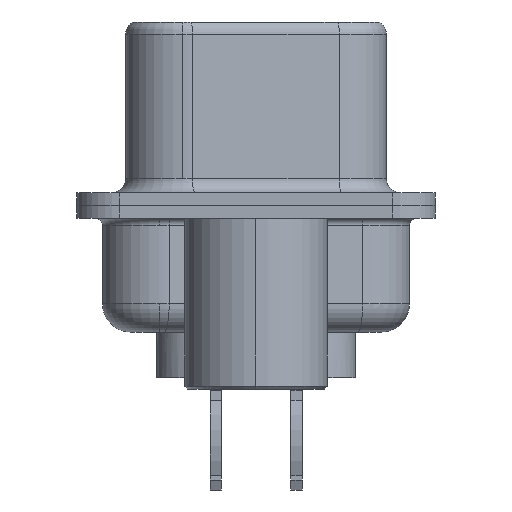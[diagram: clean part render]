
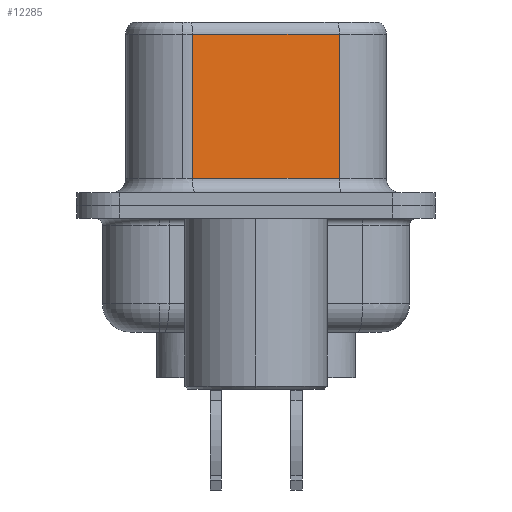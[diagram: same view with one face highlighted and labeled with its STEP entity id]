
A CAD part, left-side view. The second image highlights one B-rep face of the part: STEP entity #12285.
In plain terms, the highlighted planar face has unit normal (-0.985, -0.174, 0).
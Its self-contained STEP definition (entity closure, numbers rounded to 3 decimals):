
#27 = CARTESIAN_POINT ( 'NONE',  ( 4.575, -2.927, 0.95 ) ) ;
#348 = VERTEX_POINT ( 'NONE', #17585 ) ;
#409 = CARTESIAN_POINT ( 'NONE',  ( 3.665, 2.233, 0.95 ) ) ;
#1147 = EDGE_LOOP ( 'NONE', ( #8829, #14739, #14452, #2274 ) ) ;
#1379 = EDGE_CURVE ( 'NONE', #13767, #13693, #7641, .T. ) ;
#1625 = LINE ( 'NONE', #27, #6089 ) ;
#2074 = EDGE_CURVE ( 'NONE', #13767, #348, #3307, .T. ) ;
#2274 = ORIENTED_EDGE ( 'NONE', *, *, #7982, .T. ) ;
#2693 = CARTESIAN_POINT ( 'NONE',  ( 3.665, 2.233, 6.52 ) ) ;
#2708 = DIRECTION ( 'NONE',  ( -0.174, 0.985, 0. ) ) ;
#3307 = LINE ( 'NONE', #6056, #16091 ) ;
#3543 = VECTOR ( 'NONE', #4288, 1000. ) ;
#3732 = DIRECTION ( 'NONE',  ( -0.174, 0.985, 0. ) ) ;
#4288 = DIRECTION ( 'NONE',  ( 0., 0., -1. ) ) ;
#4321 = CARTESIAN_POINT ( 'NONE',  ( 3.665, 2.233, 6.02 ) ) ;
#4474 = AXIS2_PLACEMENT_3D ( 'NONE', #10794, #14890, #2708 ) ;
#4714 = CARTESIAN_POINT ( 'NONE',  ( 4.575, -2.927, 6.02 ) ) ;
#5451 = DIRECTION ( 'NONE',  ( 0.174, -0.985, 0. ) ) ;
#5824 = VERTEX_POINT ( 'NONE', #409 ) ;
#6056 = CARTESIAN_POINT ( 'NONE',  ( 4.575, -2.927, 6.52 ) ) ;
#6089 = VECTOR ( 'NONE', #5451, 1000. ) ;
#6571 = EDGE_CURVE ( 'NONE', #13693, #5824, #14877, .T. ) ;
#7641 = LINE ( 'NONE', #4714, #16052 ) ;
#7982 = EDGE_CURVE ( 'NONE', #5824, #348, #1625, .T. ) ;
#8829 = ORIENTED_EDGE ( 'NONE', *, *, #2074, .F. ) ;
#10794 = CARTESIAN_POINT ( 'NONE',  ( 4.575, -2.927, 6.52 ) ) ;
#11054 = PLANE ( 'NONE',  #4474 ) ;
#11482 = DIRECTION ( 'NONE',  ( 0., 0., -1. ) ) ;
#12285 = ADVANCED_FACE ( 'NONE', ( #12384 ), #11054, .F. ) ;
#12384 = FACE_OUTER_BOUND ( 'NONE', #1147, .T. ) ;
#13693 = VERTEX_POINT ( 'NONE', #4321 ) ;
#13767 = VERTEX_POINT ( 'NONE', #16672 ) ;
#14452 = ORIENTED_EDGE ( 'NONE', *, *, #6571, .T. ) ;
#14739 = ORIENTED_EDGE ( 'NONE', *, *, #1379, .T. ) ;
#14877 = LINE ( 'NONE', #2693, #3543 ) ;
#14890 = DIRECTION ( 'NONE',  ( 0.985, 0.174, 0. ) ) ;
#16052 = VECTOR ( 'NONE', #3732, 1000. ) ;
#16091 = VECTOR ( 'NONE', #11482, 1000. ) ;
#16672 = CARTESIAN_POINT ( 'NONE',  ( 4.575, -2.927, 6.02 ) ) ;
#17585 = CARTESIAN_POINT ( 'NONE',  ( 4.575, -2.927, 0.95 ) ) ;
